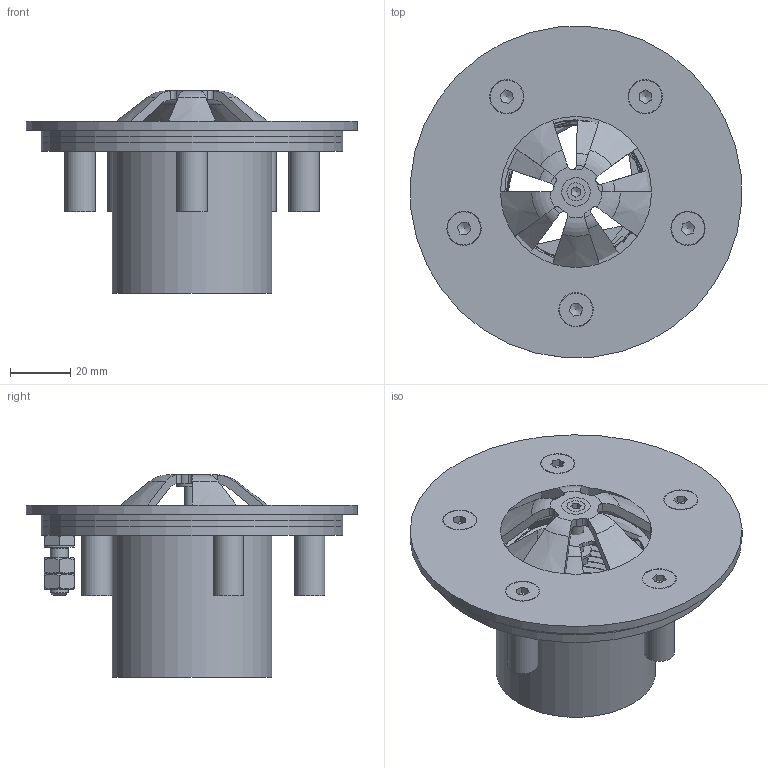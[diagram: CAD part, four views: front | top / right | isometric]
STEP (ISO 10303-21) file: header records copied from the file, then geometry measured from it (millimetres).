
FILE_DESCRIPTION(('STEP AP214'), '1');
FILE_NAME('Ð7-06.1 Ôîðñóíêà ðåãóëèðóåìàÿ ðàññåèâàþùàÿ ñáîðêà', '2025-10-10T11:13:53', ('Runwill'), (''), 'C3D Converter', 'C3D Toolkit', '');
FILE_SCHEMA(('AUTOMOTIVE_DESIGN { 1 0 10303 214 3 1 1}'));
Length unit declared in the file: millimetre
Assembly tree (28 placements, depth 3):
  (unnamed)
    (unnamed)
    (unnamed)
      (unnamed)
    (unnamed)  x2
    (unnamed)
    (unnamed)
    (unnamed)
    (unnamed)
      (unnamed)
    (unnamed)  x3
      (unnamed)
    (unnamed)
      (unnamed)
      (unnamed)  x2
    (unnamed)
    (unnamed)
    (unnamed)
    (unnamed)  x2
    (unnamed)
    (unnamed)  x2
      (unnamed)
    (unnamed)
Bounding box: 109.73 x 109.73 x 67 mm (x, y, z)
Volume: 101680.4 mm3; surface area: 89977.3 mm2
Topology: 23 solids, 23 shells, 374 faces, 925 edges, 589 vertices
Faces by surface type: plane 136, cylinder 113, cone 73, torus 39, bspline 13
Full cylindrical faces by diameter (mm): 4.134 x1, 4.917 x7, 5 x1, 5.3 x2, 6 x7, 7 x6, 7.5 x10, 9.2 x5, 9.43 x1, 10 x8, 11.34 x5, 52 x3, 53 x1, 100 x3, 110 x1
Entity records: 26689 total; most frequent: CARTESIAN_POINT 18702, DIRECTION 1412, ORIENTED_EDGE 1302, EDGE_CURVE 651, AXIS2_PLACEMENT_3D 618, VERTEX_POINT 458, EDGE_LOOP 407, CIRCLE 315
